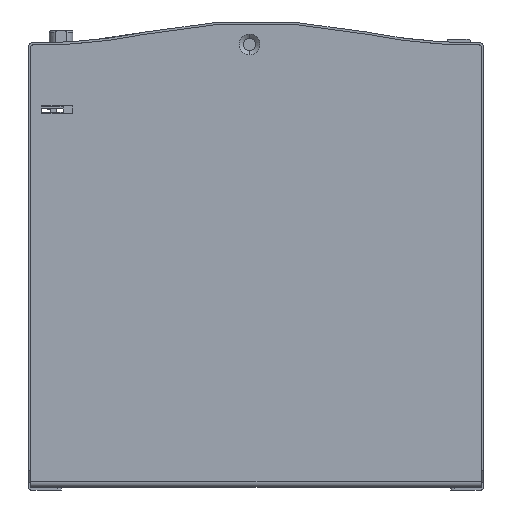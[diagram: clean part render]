
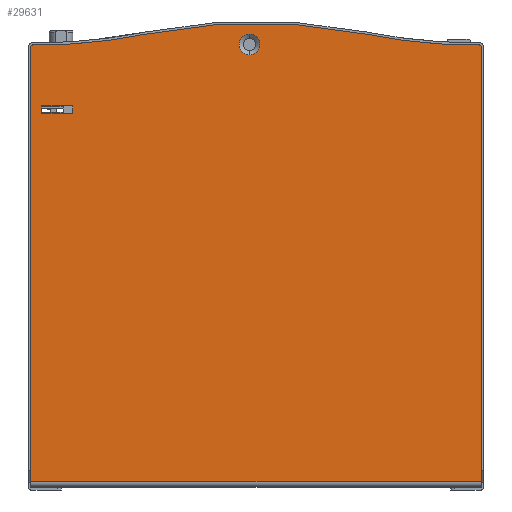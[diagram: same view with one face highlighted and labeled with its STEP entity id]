
A CAD part, front view. The second image highlights one B-rep face of the part: STEP entity #29631.
In plain terms, the highlighted planar face has unit normal (0, -1, 0).
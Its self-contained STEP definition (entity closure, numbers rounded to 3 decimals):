
#9725=FACE_BOUND('',#42246,.T.);
#9726=FACE_BOUND('',#42247,.T.);
#9727=FACE_BOUND('',#42248,.T.);
#10264=B_SPLINE_CURVE_WITH_KNOTS('',3,(#187522,#187523,#187524,#187525),
 .UNSPECIFIED.,.F.,.F.,(4,4),(0.,1.),.UNSPECIFIED.);
#10265=B_SPLINE_CURVE_WITH_KNOTS('',3,(#187531,#187532,#187533,#187534),
 .UNSPECIFIED.,.F.,.F.,(4,4),(0.,1.),.UNSPECIFIED.);
#24447=PLANE('',#133758);
#29631=ADVANCED_FACE('',(#9725,#9726,#9727),#24447,.T.);
#42246=EDGE_LOOP('',(#65543,#65544));
#42247=EDGE_LOOP('',(#65545,#65546,#65547,#65548));
#42248=EDGE_LOOP('',(#65549,#65550,#65551,#65552,#65553,#65554,#65555,#65556));
#45585=CIRCLE('',#133582,2.85);
#45649=CIRCLE('',#133692,150.);
#45653=CIRCLE('',#133705,2.85);
#45658=CIRCLE('',#133726,150.);
#45672=CIRCLE('',#133754,150.);
#65543=ORIENTED_EDGE('',*,*,#96788,.T.);
#65544=ORIENTED_EDGE('',*,*,#96904,.T.);
#65545=ORIENTED_EDGE('',*,*,#96911,.F.);
#65546=ORIENTED_EDGE('',*,*,#96939,.F.);
#65547=ORIENTED_EDGE('',*,*,#96893,.F.);
#65548=ORIENTED_EDGE('',*,*,#96889,.F.);
#65549=ORIENTED_EDGE('',*,*,#96988,.F.);
#65550=ORIENTED_EDGE('',*,*,#96951,.F.);
#65551=ORIENTED_EDGE('',*,*,#96989,.T.);
#65552=ORIENTED_EDGE('',*,*,#96990,.T.);
#65553=ORIENTED_EDGE('',*,*,#96876,.T.);
#65554=ORIENTED_EDGE('',*,*,#96943,.T.);
#65555=ORIENTED_EDGE('',*,*,#96985,.T.);
#65556=ORIENTED_EDGE('',*,*,#96987,.T.);
#83376=VERTEX_POINT('',#187115);
#83377=VERTEX_POINT('',#187116);
#83410=VERTEX_POINT('',#187280);
#83413=VERTEX_POINT('',#187285);
#83426=VERTEX_POINT('',#187316);
#83427=VERTEX_POINT('',#187317);
#83430=VERTEX_POINT('',#187325);
#83438=VERTEX_POINT('',#187358);
#83453=VERTEX_POINT('',#187423);
#83458=VERTEX_POINT('',#187439);
#83459=VERTEX_POINT('',#187441);
#83479=VERTEX_POINT('',#187517);
#83480=VERTEX_POINT('',#187521);
#83481=VERTEX_POINT('',#187530);
#96788=EDGE_CURVE('',#83376,#83377,#45585,.T.);
#96876=EDGE_CURVE('',#83410,#83413,#45649,.T.);
#96889=EDGE_CURVE('',#83426,#83427,#110786,.T.);
#96893=EDGE_CURVE('',#83427,#83430,#110790,.T.);
#96904=EDGE_CURVE('',#83377,#83376,#45653,.T.);
#96911=EDGE_CURVE('',#83438,#83426,#110804,.T.);
#96939=EDGE_CURVE('',#83430,#83438,#110827,.T.);
#96943=EDGE_CURVE('',#83413,#83453,#45658,.T.);
#96951=EDGE_CURVE('',#83458,#83459,#110834,.T.);
#96985=EDGE_CURVE('',#83453,#83479,#45672,.T.);
#96987=EDGE_CURVE('',#83479,#83480,#10264,.T.);
#96988=EDGE_CURVE('',#83459,#83480,#110855,.T.);
#96989=EDGE_CURVE('',#83458,#83481,#110856,.T.);
#96990=EDGE_CURVE('',#83481,#83410,#10265,.T.);
#110786=LINE('',#187315,#123982);
#110790=LINE('',#187324,#123986);
#110804=LINE('',#187357,#124000);
#110827=LINE('',#187417,#124023);
#110834=LINE('',#187440,#124030);
#110855=LINE('',#187527,#124051);
#110856=LINE('',#187529,#124052);
#123982=VECTOR('',#154194,1.);
#123986=VECTOR('',#154200,1.);
#124000=VECTOR('',#154236,1.);
#124023=VECTOR('',#154289,1.);
#124030=VECTOR('',#154314,1.);
#124051=VECTOR('',#154383,1.);
#124052=VECTOR('',#154386,1.);
#133582=AXIS2_PLACEMENT_3D('',#187114,#153928,#153929);
#133692=AXIS2_PLACEMENT_3D('',#187286,#154172,#154173);
#133705=AXIS2_PLACEMENT_3D('',#187343,#154222,#154223);
#133726=AXIS2_PLACEMENT_3D('',#187424,#154296,#154297);
#133754=AXIS2_PLACEMENT_3D('',#187518,#154376,#154377);
#133758=AXIS2_PLACEMENT_3D('',#187535,#154387,#154388);
#153928=DIRECTION('',(0.,1.,0.));
#153929=DIRECTION('',(1.,0.,0.));
#154172=DIRECTION('',(0.,1.,0.));
#154173=DIRECTION('',(1.,0.,0.01));
#154194=DIRECTION('',(0.,0.,-1.));
#154200=DIRECTION('',(1.,0.,0.));
#154222=DIRECTION('',(0.,1.,0.));
#154223=DIRECTION('',(1.,0.,0.));
#154236=DIRECTION('',(-1.,0.,0.));
#154289=DIRECTION('',(0.,0.,1.));
#154296=DIRECTION('',(0.,-1.,0.));
#154297=DIRECTION('',(-0.98,0.,0.2));
#154314=DIRECTION('',(0.,0.,-1.));
#154376=DIRECTION('',(0.,1.,0.));
#154377=DIRECTION('',(0.98,0.,0.2));
#154383=DIRECTION('',(-1.,0.,0.));
#154386=DIRECTION('',(-1.,0.,0.));
#154387=DIRECTION('',(0.,-1.,0.));
#154388=DIRECTION('',(-1.,0.,0.));
#187114=CARTESIAN_POINT('',(-24.447,13.236,10.25));
#187115=CARTESIAN_POINT('',(-27.297,13.236,10.25));
#187116=CARTESIAN_POINT('',(-21.597,13.236,10.25));
#187280=CARTESIAN_POINT('',(-24.289,13.236,73.496));
#187285=CARTESIAN_POINT('',(-27.314,13.236,42.01));
#187286=CARTESIAN_POINT('',(-174.282,13.236,72.019));
#187315=CARTESIAN_POINT('',(-7.497,13.236,-38.5));
#187316=CARTESIAN_POINT('',(-7.497,13.236,-38.5));
#187317=CARTESIAN_POINT('',(-7.497,13.236,-47.));
#187324=CARTESIAN_POINT('',(-7.497,13.236,-47.));
#187325=CARTESIAN_POINT('',(-5.497,13.236,-47.));
#187343=CARTESIAN_POINT('',(-24.447,13.236,10.25));
#187357=CARTESIAN_POINT('',(-5.497,13.236,-38.5));
#187358=CARTESIAN_POINT('',(-5.497,13.236,-38.5));
#187417=CARTESIAN_POINT('',(-5.497,13.236,-47.));
#187423=CARTESIAN_POINT('',(-27.314,13.236,-18.01));
#187424=CARTESIAN_POINT('',(119.653,13.236,12.));
#187439=CARTESIAN_POINT('',(95.953,13.236,74.));
#187440=CARTESIAN_POINT('',(95.953,13.236,74.));
#187441=CARTESIAN_POINT('',(95.953,13.236,-50.));
#187517=CARTESIAN_POINT('',(-24.289,13.236,-49.496));
#187518=CARTESIAN_POINT('',(-174.282,13.236,-48.019));
#187521=CARTESIAN_POINT('',(-23.789,13.236,-50.));
#187522=CARTESIAN_POINT('',(-24.289,13.236,-49.496));
#187523=CARTESIAN_POINT('',(-24.292,13.236,-49.766));
#187524=CARTESIAN_POINT('',(-24.063,13.236,-50.));
#187525=CARTESIAN_POINT('',(-23.789,13.236,-50.));
#187527=CARTESIAN_POINT('',(95.953,13.236,-50.));
#187529=CARTESIAN_POINT('',(95.953,13.236,74.));
#187530=CARTESIAN_POINT('',(-23.789,13.236,74.));
#187531=CARTESIAN_POINT('',(-23.789,13.236,74.));
#187532=CARTESIAN_POINT('',(-24.058,13.236,74.));
#187533=CARTESIAN_POINT('',(-24.292,13.236,73.772));
#187534=CARTESIAN_POINT('',(-24.289,13.236,73.496));
#187535=CARTESIAN_POINT('',(-13.667,13.236,0.));
